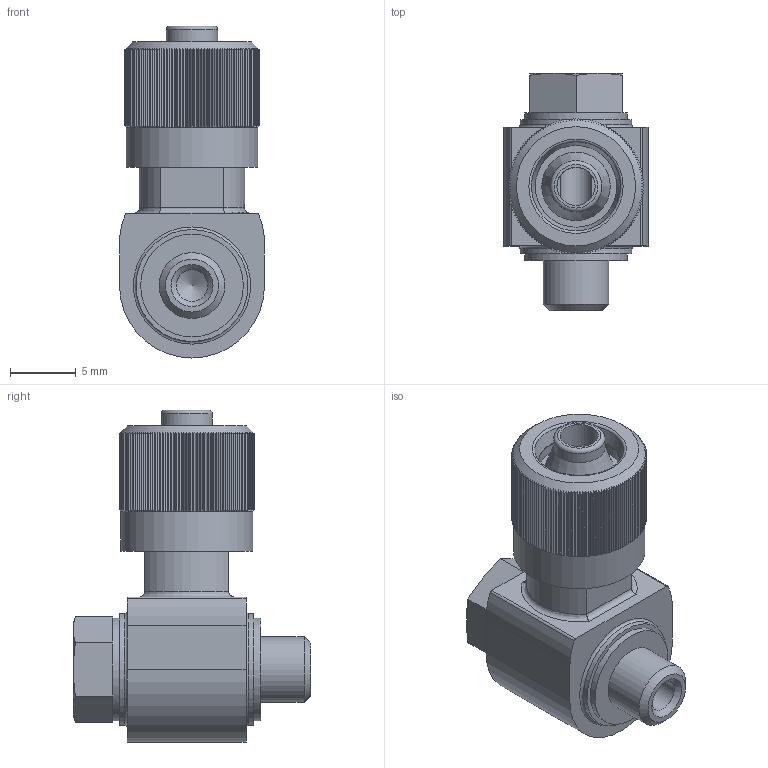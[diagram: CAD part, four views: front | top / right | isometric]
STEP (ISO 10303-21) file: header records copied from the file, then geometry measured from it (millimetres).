
FILE_DESCRIPTION(/* description */ ('STEP AP214'),/* implementation_level */ '2;1');
FILE_NAME(/* name */ '4562_LCK-M5-PK-4',/* time_stamp */ '2024-08-22T14:35:22+02:00',/* author */ ('License CC BY-ND 4.0'),/* organization */ ('CADENAS'),/* preprocessor_version */ 'ST-DEVELOPER v19.3',/* originating_system */ 'PARTsolutions',/* authorisation */ ' ');
FILE_SCHEMA (('AUTOMOTIVE_DESIGN {1 0 10303 214 3 1 1}'));
Length unit declared in the file: millimetre
Products named in the file (1): 4562 LCK-M5-PK-4
Bounding box: 11 x 18 x 25.2 mm (x, y, z)
Volume: 1997.7 mm3; surface area: 1596.1 mm2
Topology: 1 solids, 1 shells, 376 faces, 1063 edges, 697 vertices
Faces by surface type: plane 336, cylinder 20, cone 13, torus 7
Full cylindrical faces by diameter (mm): 2.4 x1, 2.9 x1, 3.9 x1, 5 x1, 5.2 x1, 6.2 x1, 7.8 x2, 8.5 x2, 10 x1
Entity records: 12428 total; most frequent: CARTESIAN_POINT 3970, ORIENTED_EDGE 2066, DIRECTION 1234, EDGE_CURVE 1033, VERTEX_POINT 692, B_SPLINE_CURVE_WITH_KNOTS 618, AXIS2_PLACEMENT_3D 442, FACE_BOUND 411
